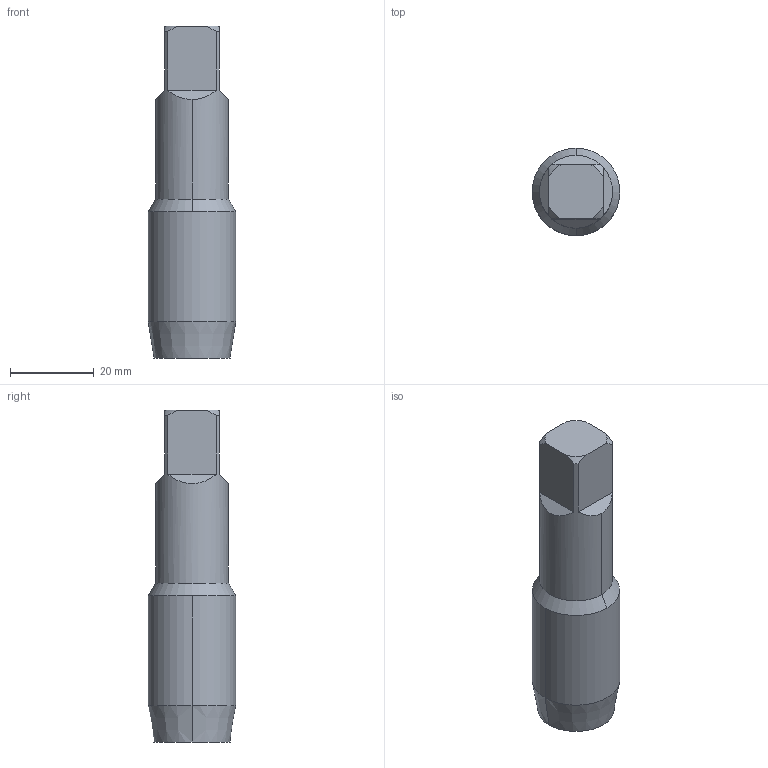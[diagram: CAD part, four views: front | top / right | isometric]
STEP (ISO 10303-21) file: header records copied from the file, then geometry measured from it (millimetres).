
FILE_DESCRIPTION (( 'STEP AP214' ), '1' );
FILE_NAME ('T6L36560.STEP', '2024-02-19T07:43:44', ( 'USER' ), ( '' ), 'SwSTEP 2.0', 'SolidWorks 2018', '' );
FILE_SCHEMA (( 'AUTOMOTIVE_DESIGN' ));
Length unit declared in the file: millimetre
Products named in the file (1): T6L36560
Bounding box: 20.98 x 20.98 x 79.5 mm (x, y, z)
Volume: 21392.4 mm3; surface area: 5831.2 mm2
Topology: 2 solids, 2 shells, 24 faces, 56 edges, 36 vertices
Faces by surface type: plane 12, cone 8, cylinder 4
Entity records: 1009 total; most frequent: CARTESIAN_POINT 167, ORIENTED_EDGE 112, DIRECTION 110, EDGE_CURVE 56, AXIS2_PLACEMENT_3D 43, VERTEX_POINT 36, UNCERTAINTY_MEASURE_WITH_UNIT 28, FILL_AREA_STYLE 27
